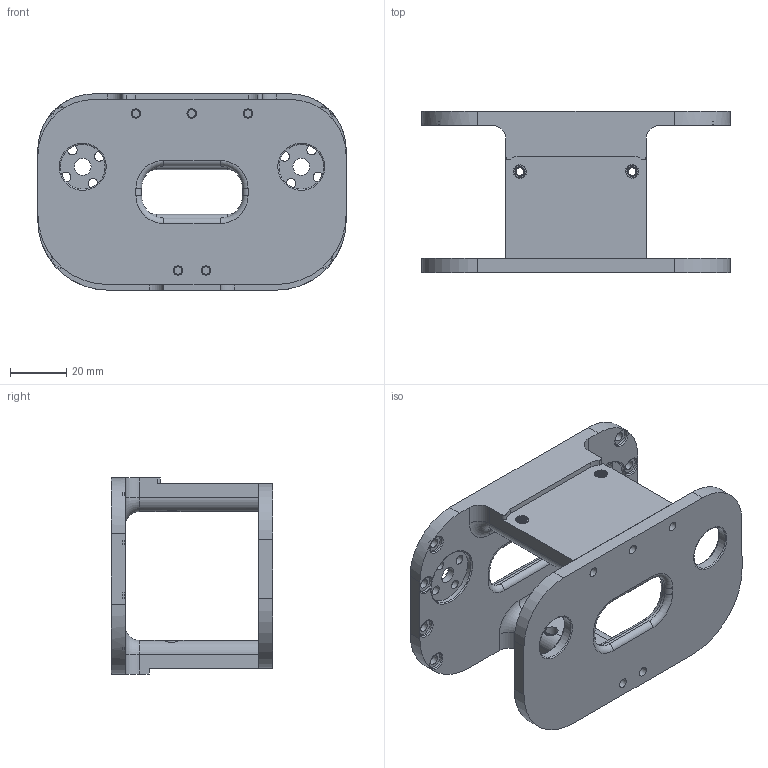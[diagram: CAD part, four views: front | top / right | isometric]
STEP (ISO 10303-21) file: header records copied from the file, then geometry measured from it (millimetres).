
FILE_DESCRIPTION(/* description */ (''),/* implementation_level */ '2;1');
FILE_NAME(/* name */ 'Spot MM1 Shoulder Assembly v26.step',/* time_stamp */ '2021-12-05T09:13:04-08:00',/* author */ (''),/* organization */ (''),/* preprocessor_version */ 'ST-DEVELOPER v18.1',/* originating_system */ 'Autodesk Translation Framework v10.10.0.1391',/* authorisation */ '');
FILE_SCHEMA (('AUTOMOTIVE_DESIGN { 1 0 10303 214 3 1 1 }'));
Length unit declared in the file: millimetre
Products named in the file (5): Spot MM1 Shoulder Assembly; Shoulder; Inner Plate; F1-B-M3-Heatfit v1; Outer Plate
Assembly tree (12 placements, depth 4):
  Spot MM1 Shoulder Assembly
    Shoulder
      Inner Plate
        F1-B-M3-Heatfit v1  x9
      Outer Plate
Bounding box: 110.16 x 57.5 x 70 mm (x, y, z)
Volume: 92405 mm3; surface area: 41926.1 mm2
Topology: 11 solids, 11 shells, 1534 faces, 4358 edges, 2877 vertices
Faces by surface type: bspline 738, cylinder 612, plane 101, cone 45, torus 38
Full cylindrical faces by diameter (mm): 2.82 x99, 3.4 x21, 4.133 x9, 4.148 x9, 4.443 x9, 4.5 x9, 6 x8, 16 x2, 19 x2, 20.2 x2
Entity records: 14933 total; most frequent: CARTESIAN_POINT 6272, ORIENTED_EDGE 1900, DIRECTION 1689, EDGE_CURVE 950, AXIS2_PLACEMENT_3D 663, VERTEX_POINT 613, EDGE_LOOP 425, CIRCLE 365
